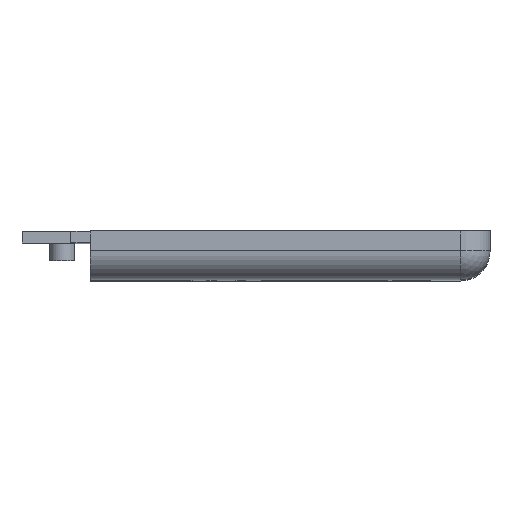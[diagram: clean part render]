
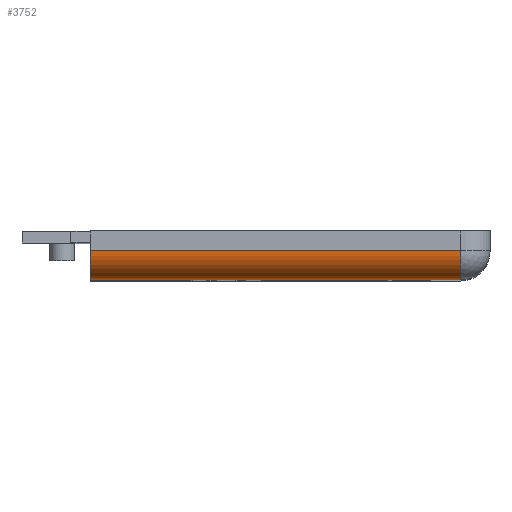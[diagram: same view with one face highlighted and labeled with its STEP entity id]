
A CAD part, top view. The second image highlights one B-rep face of the part: STEP entity #3752.
In plain terms, the highlighted cylindrical face has radius 3 mm (diameter 6 mm), a partial arc.
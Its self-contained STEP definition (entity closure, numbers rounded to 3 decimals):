
#25=CYLINDRICAL_SURFACE('',#3964,3.);
#39=CIRCLE('',#3868,3.);
#44=CIRCLE('',#3961,3.);
#192=FACE_OUTER_BOUND('',#397,.T.);
#397=EDGE_LOOP('',(#3210,#3211,#3212,#3213));
#484=LINE('',#5016,#1001);
#935=LINE('',#5927,#1452);
#1001=VECTOR('',#4066,10.);
#1452=VECTOR('',#4781,10.);
#1518=VERTEX_POINT('',#5013);
#1519=VERTEX_POINT('',#5015);
#1788=VERTEX_POINT('',#5613);
#1847=VERTEX_POINT('',#5916);
#1874=EDGE_CURVE('',#1519,#1518,#484,.T.);
#2176=EDGE_CURVE('',#1788,#1519,#39,.T.);
#2336=EDGE_CURVE('',#1847,#1518,#44,.T.);
#2339=EDGE_CURVE('',#1847,#1788,#935,.T.);
#3210=ORIENTED_EDGE('',*,*,#2336,.F.);
#3211=ORIENTED_EDGE('',*,*,#2339,.T.);
#3212=ORIENTED_EDGE('',*,*,#2176,.T.);
#3213=ORIENTED_EDGE('',*,*,#1874,.T.);
#3752=ADVANCED_FACE('',(#192),#25,.T.);
#3868=AXIS2_PLACEMENT_3D('',#5614,#4430,#4431);
#3961=AXIS2_PLACEMENT_3D('',#5921,#4771,#4772);
#3964=AXIS2_PLACEMENT_3D('',#5926,#4779,#4780);
#4066=DIRECTION('',(1.,0.,0.));
#4430=DIRECTION('center_axis',(1.,0.,0.));
#4431=DIRECTION('ref_axis',(0.,-0.707,0.707));
#4771=DIRECTION('center_axis',(1.,0.,0.));
#4772=DIRECTION('ref_axis',(0.,-0.707,0.707));
#4779=DIRECTION('center_axis',(-1.,0.,0.));
#4780=DIRECTION('ref_axis',(0.,-0.707,0.707));
#4781=DIRECTION('',(-1.,0.,0.));
#5013=CARTESIAN_POINT('',(82.,-42.,-3.));
#5015=CARTESIAN_POINT('',(44.1,-42.,-3.));
#5016=CARTESIAN_POINT('',(-3.5,-42.,-3.));
#5613=CARTESIAN_POINT('',(44.1,-39.,0.));
#5614=CARTESIAN_POINT('Origin',(44.1,-39.,-3.));
#5916=CARTESIAN_POINT('',(82.,-39.,0.));
#5921=CARTESIAN_POINT('Origin',(82.,-39.,-3.));
#5926=CARTESIAN_POINT('Origin',(-3.5,-39.,-3.));
#5927=CARTESIAN_POINT('',(-3.5,-39.,0.));
